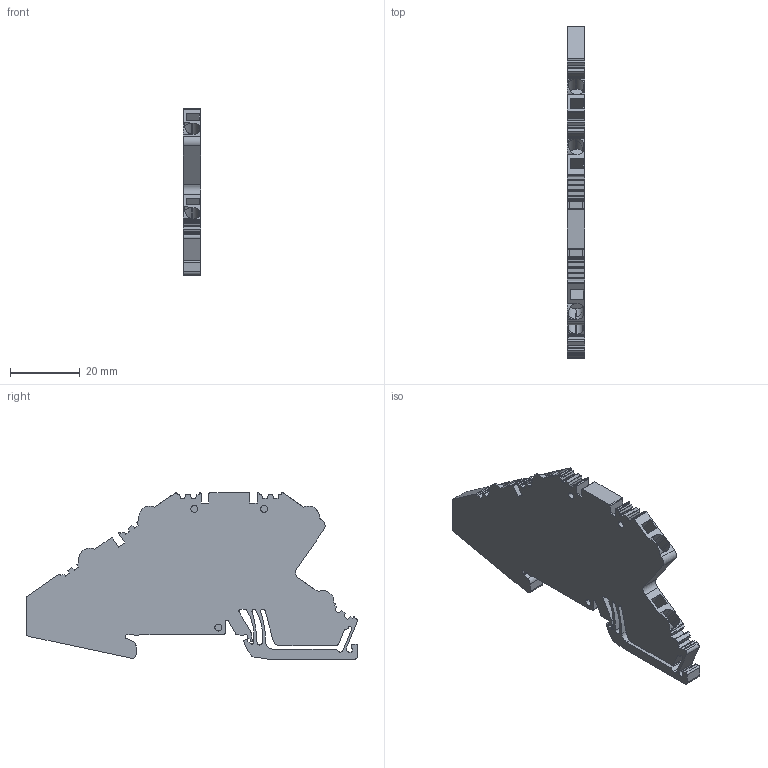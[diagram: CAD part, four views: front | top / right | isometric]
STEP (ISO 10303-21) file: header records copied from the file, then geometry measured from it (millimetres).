
FILE_DESCRIPTION(('CATIA V5R22 STEP214','CAx-IF Rec.Pracs.--- Model Styling and Organization---1.4--- 2014-01-23'),'2;1');
FILE_NAME ('019627-2_0_1720850000_1720850000.stp','2021-02-12T07:47:45+00:00',('none'),('Weidmueller'),'CATIA Version 5-6 Release 2016 SP3 HF44','CATIA V5 STEP AP214','none');
FILE_SCHEMA(('AUTOMOTIVE_DESIGN { 1 0 10303 214 1 1 1 1 }'));
Length unit declared in the file: millimetre
Products named in the file (1): 1720850000_ZDL_2-5_L
Bounding box: 5.1 x 94.98 x 47.59 mm (x, y, z)
Volume: 13902.1 mm3; surface area: 9525.7 mm2
Topology: 1 solids, 1 shells, 433 faces, 1247 edges, 829 vertices
Faces by surface type: plane 265, cylinder 165, extrusion 3
Entity records: 13764 total; most frequent: CARTESIAN_POINT 2662, ORIENTED_EDGE 2494, DIRECTION 1955, EDGE_CURVE 1247, VECTOR 916, LINE 913, VERTEX_POINT 829, AXIS2_PLACEMENT_3D 678
